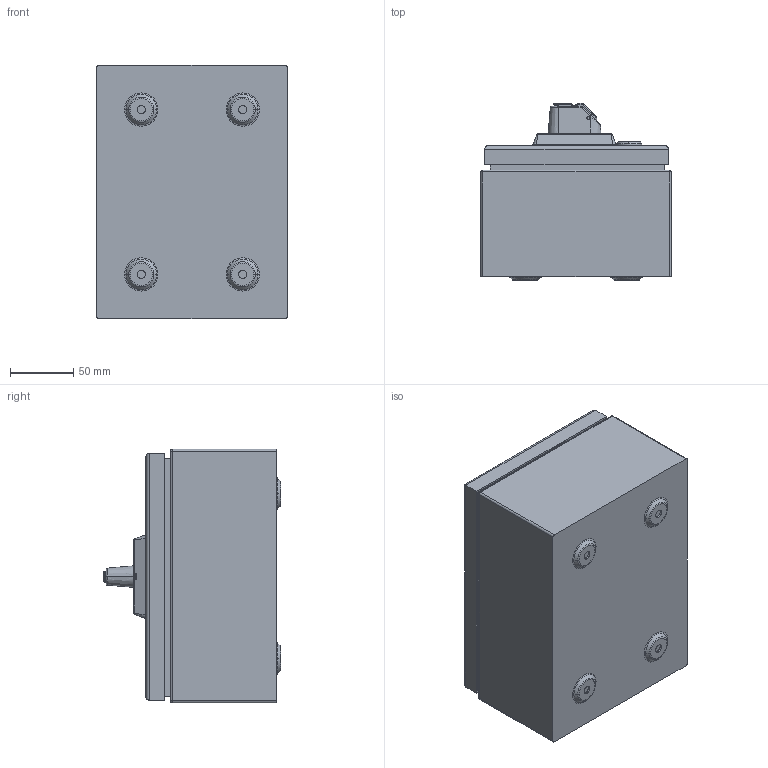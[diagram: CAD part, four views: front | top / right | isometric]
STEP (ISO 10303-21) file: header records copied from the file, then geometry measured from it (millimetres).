
FILE_DESCRIPTION((''),'2;1');
FILE_NAME('OTLK201510S25_SW0001','2021-05-04T09:59:01',('FIJOKON'),(''),'CREO PARAMETRIC BY PTC INC, 2020184','CREO PARAMETRIC BY PTC INC, 2020184','');
FILE_SCHEMA(('AUTOMOTIVE_DESIGN { 1 0 10303 214 1 1 1 1 }'));
Length unit declared in the file: millimetre
Products named in the file (1): OTLK201510S25_SW0001
Bounding box: 150 x 139.82 x 200 mm (x, y, z)
Volume: 3087534.8 mm3; surface area: 160725.3 mm2
Topology: 1 solids, 1 shells, 743 faces, 1928 edges, 1242 vertices
Faces by surface type: plane 430, cylinder 153, extrusion 48, torus 46, bspline 42, cone 18, sphere 6
Entity records: 35335 total; most frequent: CARTESIAN_POINT 11466, ORIENTED_EDGE 3852, DIRECTION 3357, EDGE_CURVE 1926, VECTOR 1298, LINE 1250, VERTEX_POINT 1242, AXIS2_PLACEMENT_3D 1028
